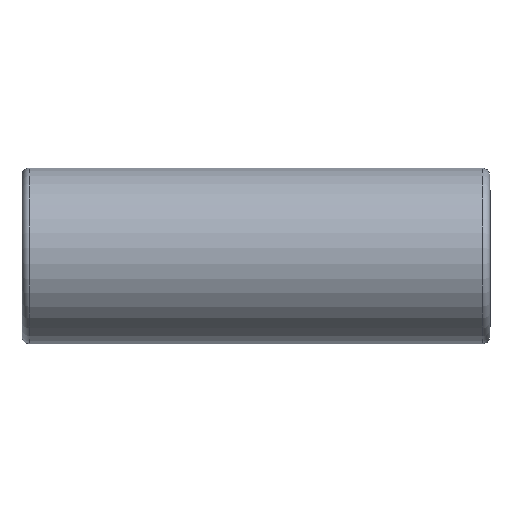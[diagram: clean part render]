
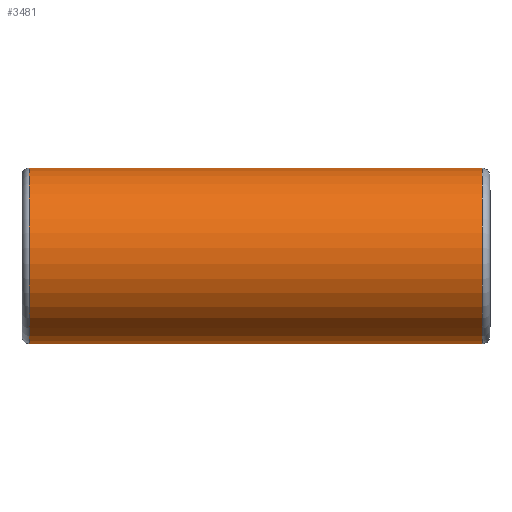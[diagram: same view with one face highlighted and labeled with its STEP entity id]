
A CAD part, front view. The second image highlights one B-rep face of the part: STEP entity #3481.
In plain terms, the highlighted cylindrical face has radius 12.25 mm (diameter 24.5 mm), a full revolution.
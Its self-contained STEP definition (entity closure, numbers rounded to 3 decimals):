
#408=LINE('',#9110,#562);
#562=VECTOR('',#4918,12.25);
#648=CYLINDRICAL_SURFACE('',#3931,12.25);
#919=FACE_OUTER_BOUND('',#1143,.T.);
#1143=EDGE_LOOP('',(#3242,#3243,#3244,#3245,#3246,#3247));
#1366=CIRCLE('',#3926,12.25);
#1370=CIRCLE('',#3930,12.25);
#1371=CIRCLE('',#3932,12.25);
#1372=CIRCLE('',#3933,12.25);
#1692=VERTEX_POINT('',#9097);
#1693=VERTEX_POINT('',#9098);
#1696=VERTEX_POINT('',#9107);
#1697=VERTEX_POINT('',#9108);
#2208=EDGE_CURVE('',#1692,#1693,#1366,.T.);
#2212=EDGE_CURVE('',#1693,#1692,#1370,.T.);
#2213=EDGE_CURVE('',#1696,#1697,#1371,.T.);
#2214=EDGE_CURVE('',#1696,#1692,#408,.T.);
#2215=EDGE_CURVE('',#1697,#1696,#1372,.T.);
#3242=ORIENTED_EDGE('',*,*,#2213,.F.);
#3243=ORIENTED_EDGE('',*,*,#2214,.T.);
#3244=ORIENTED_EDGE('',*,*,#2212,.F.);
#3245=ORIENTED_EDGE('',*,*,#2208,.F.);
#3246=ORIENTED_EDGE('',*,*,#2214,.F.);
#3247=ORIENTED_EDGE('',*,*,#2215,.F.);
#3481=ADVANCED_FACE('',(#919),#648,.T.);
#3926=AXIS2_PLACEMENT_3D('',#9099,#4904,#4905);
#3930=AXIS2_PLACEMENT_3D('',#9105,#4912,#4913);
#3931=AXIS2_PLACEMENT_3D('',#9106,#4914,#4915);
#3932=AXIS2_PLACEMENT_3D('',#9109,#4916,#4917);
#3933=AXIS2_PLACEMENT_3D('',#9111,#4919,#4920);
#4904=DIRECTION('center_axis',(-1.,0.,0.));
#4905=DIRECTION('ref_axis',(0.,-0.423,-0.906));
#4912=DIRECTION('center_axis',(-1.,0.,0.));
#4913=DIRECTION('ref_axis',(0.,-0.423,-0.906));
#4914=DIRECTION('center_axis',(1.,0.,0.));
#4915=DIRECTION('ref_axis',(0.,-0.423,-0.906));
#4916=DIRECTION('center_axis',(1.,0.,0.));
#4917=DIRECTION('ref_axis',(0.,-0.423,-0.906));
#4918=DIRECTION('',(-1.,0.,0.));
#4919=DIRECTION('center_axis',(1.,0.,0.));
#4920=DIRECTION('ref_axis',(0.,-0.423,-0.906));
#9097=CARTESIAN_POINT('',(25.45,5.121,-4.528));
#9098=CARTESIAN_POINT('',(25.45,11.047,-20.807));
#9099=CARTESIAN_POINT('Origin',(25.45,-0.056,-15.63));
#9105=CARTESIAN_POINT('Origin',(25.45,-0.056,-15.63));
#9106=CARTESIAN_POINT('Origin',(24.45,-0.056,-15.63));
#9107=CARTESIAN_POINT('',(88.45,5.121,-4.528));
#9108=CARTESIAN_POINT('',(88.45,11.047,-20.807));
#9109=CARTESIAN_POINT('Origin',(88.45,-0.056,-15.63));
#9110=CARTESIAN_POINT('',(24.45,5.121,-4.528));
#9111=CARTESIAN_POINT('Origin',(88.45,-0.056,-15.63));
